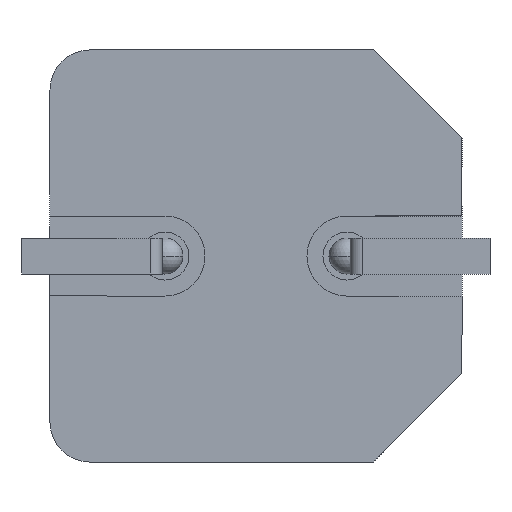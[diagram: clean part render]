
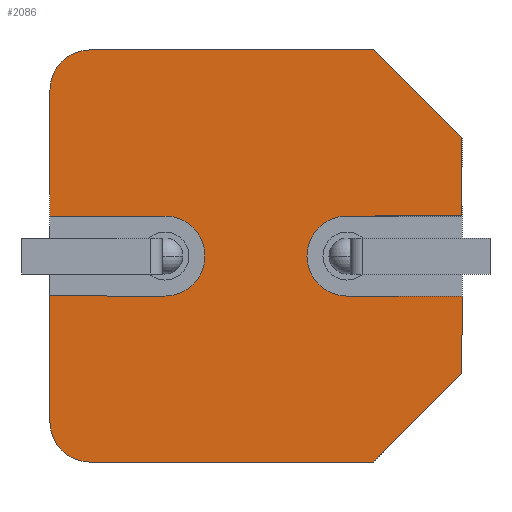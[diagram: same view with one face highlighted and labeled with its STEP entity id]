
A CAD part, front view. The second image highlights one B-rep face of the part: STEP entity #2086.
In plain terms, the highlighted planar face has unit normal (0, -1, 0).
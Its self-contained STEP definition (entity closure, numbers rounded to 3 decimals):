
#23 = EDGE_CURVE ( 'NONE', #1278, #480, #217, .T. ) ;
#24 = ORIENTED_EDGE ( 'NONE', *, *, #2068, .F. ) ;
#29 = CARTESIAN_POINT ( 'NONE',  ( -4.15, 0., 4.15 ) ) ;
#45 = EDGE_LOOP ( 'NONE', ( #24, #2368, #2056, #1350, #779, #1281, #1968, #1067, #349, #841, #1547, #1449, #1797, #1100, #1019, #882 ) ) ;
#56 = DIRECTION ( 'NONE',  ( -0.707, 0., 0.707 ) ) ;
#66 = EDGE_CURVE ( 'NONE', #1780, #551, #1418, .T. ) ;
#105 = VECTOR ( 'NONE', #2390, 1000. ) ;
#166 = CARTESIAN_POINT ( 'NONE',  ( 4.05, 0., -4.05 ) ) ;
#183 = CARTESIAN_POINT ( 'NONE',  ( -4.15, 0., -4.15 ) ) ;
#201 = CARTESIAN_POINT ( 'NONE',  ( 4.05, 0., 4.05 ) ) ;
#207 = EDGE_CURVE ( 'NONE', #811, #2327, #1387, .T. ) ;
#217 = LINE ( 'NONE', #512, #1118 ) ;
#236 = AXIS2_PLACEMENT_3D ( 'NONE', #2367, #907, #1669 ) ;
#244 = DIRECTION ( 'NONE',  ( 0., -1., 0. ) ) ;
#285 = AXIS2_PLACEMENT_3D ( 'NONE', #29, #1515, #563 ) ;
#290 = CARTESIAN_POINT ( 'NONE',  ( -2.275, 0., 1. ) ) ;
#299 = EDGE_CURVE ( 'NONE', #797, #551, #2306, .T. ) ;
#318 = DIRECTION ( 'NONE',  ( -1., 0., 0. ) ) ;
#349 = ORIENTED_EDGE ( 'NONE', *, *, #66, .F. ) ;
#364 = DIRECTION ( 'NONE',  ( 1., 0., 0. ) ) ;
#367 = VECTOR ( 'NONE', #2167, 1000. ) ;
#372 = CARTESIAN_POINT ( 'NONE',  ( -5.15, 0., 5.15 ) ) ;
#379 = VERTEX_POINT ( 'NONE', #1512 ) ;
#419 = EDGE_CURVE ( 'NONE', #1780, #2327, #650, .T. ) ;
#456 = VERTEX_POINT ( 'NONE', #1738 ) ;
#478 = CIRCLE ( 'NONE', #1013, 1. ) ;
#480 = VERTEX_POINT ( 'NONE', #2275 ) ;
#512 = CARTESIAN_POINT ( 'NONE',  ( 5.15, 0., -1. ) ) ;
#529 = VERTEX_POINT ( 'NONE', #2110 ) ;
#535 = LINE ( 'NONE', #2209, #1492 ) ;
#551 = VERTEX_POINT ( 'NONE', #1012 ) ;
#563 = DIRECTION ( 'NONE',  ( 0., 0., -1. ) ) ;
#586 = PLANE ( 'NONE',  #1728 ) ;
#650 = LINE ( 'NONE', #201, #1735 ) ;
#695 = DIRECTION ( 'NONE',  ( -1., 0., 0. ) ) ;
#745 = EDGE_CURVE ( 'NONE', #940, #379, #2221, .T. ) ;
#748 = VECTOR ( 'NONE', #820, 1000. ) ;
#779 = ORIENTED_EDGE ( 'NONE', *, *, #1930, .F. ) ;
#797 = VERTEX_POINT ( 'NONE', #1610 ) ;
#811 = VERTEX_POINT ( 'NONE', #1794 ) ;
#817 = EDGE_CURVE ( 'NONE', #1089, #940, #2168, .T. ) ;
#820 = DIRECTION ( 'NONE',  ( 0., 0., -1. ) ) ;
#841 = ORIENTED_EDGE ( 'NONE', *, *, #419, .T. ) ;
#882 = ORIENTED_EDGE ( 'NONE', *, *, #1971, .F. ) ;
#885 = LINE ( 'NONE', #1824, #367 ) ;
#906 = VECTOR ( 'NONE', #1197, 1000. ) ;
#907 = DIRECTION ( 'NONE',  ( 0., 1., 0. ) ) ;
#940 = VERTEX_POINT ( 'NONE', #290 ) ;
#946 = VERTEX_POINT ( 'NONE', #2311 ) ;
#949 = VERTEX_POINT ( 'NONE', #1395 ) ;
#1012 = CARTESIAN_POINT ( 'NONE',  ( 5.15, 0., 1. ) ) ;
#1013 = AXIS2_PLACEMENT_3D ( 'NONE', #183, #1314, #1494 ) ;
#1019 = ORIENTED_EDGE ( 'NONE', *, *, #817, .F. ) ;
#1026 = DIRECTION ( 'NONE',  ( 0., 0., -1. ) ) ;
#1050 = CARTESIAN_POINT ( 'NONE',  ( 2.95, 0., 5.15 ) ) ;
#1067 = ORIENTED_EDGE ( 'NONE', *, *, #299, .T. ) ;
#1089 = VERTEX_POINT ( 'NONE', #2200 ) ;
#1090 = CARTESIAN_POINT ( 'NONE',  ( -5.15, 0., 5.15 ) ) ;
#1100 = ORIENTED_EDGE ( 'NONE', *, *, #745, .F. ) ;
#1118 = VECTOR ( 'NONE', #695, 1000. ) ;
#1119 = CARTESIAN_POINT ( 'NONE',  ( 0., 0., 0. ) ) ;
#1123 = DIRECTION ( 'NONE',  ( 0., -1., 0. ) ) ;
#1124 = FACE_OUTER_BOUND ( 'NONE', #45, .T. ) ;
#1158 = LINE ( 'NONE', #1952, #1510 ) ;
#1197 = DIRECTION ( 'NONE',  ( 0., 0., -1. ) ) ;
#1210 = CIRCLE ( 'NONE', #236, 1. ) ;
#1241 = VECTOR ( 'NONE', #318, 1000. ) ;
#1278 = VERTEX_POINT ( 'NONE', #1870 ) ;
#1281 = ORIENTED_EDGE ( 'NONE', *, *, #23, .T. ) ;
#1295 = DIRECTION ( 'NONE',  ( 0.707, 0., 0.707 ) ) ;
#1305 = EDGE_CURVE ( 'NONE', #811, #2395, #1411, .T. ) ;
#1314 = DIRECTION ( 'NONE',  ( 0., -1., 0. ) ) ;
#1325 = DIRECTION ( 'NONE',  ( 0., 0., -1. ) ) ;
#1350 = ORIENTED_EDGE ( 'NONE', *, *, #2021, .T. ) ;
#1387 = LINE ( 'NONE', #372, #2259 ) ;
#1390 = CARTESIAN_POINT ( 'NONE',  ( -5.15, 0., 4.15 ) ) ;
#1395 = CARTESIAN_POINT ( 'NONE',  ( -5.15, 0., -1. ) ) ;
#1411 = CIRCLE ( 'NONE', #285, 1. ) ;
#1418 = LINE ( 'NONE', #1943, #906 ) ;
#1449 = ORIENTED_EDGE ( 'NONE', *, *, #1305, .T. ) ;
#1470 = DIRECTION ( 'NONE',  ( -1., 0., 0. ) ) ;
#1484 = DIRECTION ( 'NONE',  ( 1., 0., 0. ) ) ;
#1492 = VECTOR ( 'NONE', #1470, 1000. ) ;
#1494 = DIRECTION ( 'NONE',  ( 0., 0., -1. ) ) ;
#1510 = VECTOR ( 'NONE', #1556, 1000. ) ;
#1512 = CARTESIAN_POINT ( 'NONE',  ( -5.15, 0., 1. ) ) ;
#1515 = DIRECTION ( 'NONE',  ( 0., -1., 0. ) ) ;
#1519 = CARTESIAN_POINT ( 'NONE',  ( 5.15, 0., 1. ) ) ;
#1547 = ORIENTED_EDGE ( 'NONE', *, *, #207, .F. ) ;
#1556 = DIRECTION ( 'NONE',  ( 1., 0., 0. ) ) ;
#1608 = VERTEX_POINT ( 'NONE', #1635 ) ;
#1610 = CARTESIAN_POINT ( 'NONE',  ( 2.275, 0., 1. ) ) ;
#1617 = EDGE_CURVE ( 'NONE', #480, #797, #1210, .T. ) ;
#1635 = CARTESIAN_POINT ( 'NONE',  ( -4.15, 0., -5.15 ) ) ;
#1669 = DIRECTION ( 'NONE',  ( 0., 0., -1. ) ) ;
#1728 = AXIS2_PLACEMENT_3D ( 'NONE', #1119, #1123, #1325 ) ;
#1735 = VECTOR ( 'NONE', #56, 1000. ) ;
#1738 = CARTESIAN_POINT ( 'NONE',  ( -5.15, 0., -4.15 ) ) ;
#1746 = LINE ( 'NONE', #166, #2234 ) ;
#1774 = EDGE_CURVE ( 'NONE', #529, #1608, #535, .T. ) ;
#1780 = VERTEX_POINT ( 'NONE', #2032 ) ;
#1794 = CARTESIAN_POINT ( 'NONE',  ( -4.15, 0., 5.15 ) ) ;
#1797 = ORIENTED_EDGE ( 'NONE', *, *, #2332, .F. ) ;
#1803 = LINE ( 'NONE', #2299, #748 ) ;
#1824 = CARTESIAN_POINT ( 'NONE',  ( -5.15, 0., 5.15 ) ) ;
#1870 = CARTESIAN_POINT ( 'NONE',  ( 5.15, 0., -1. ) ) ;
#1878 = EDGE_CURVE ( 'NONE', #456, #1608, #478, .T. ) ;
#1930 = EDGE_CURVE ( 'NONE', #1278, #946, #1803, .T. ) ;
#1943 = CARTESIAN_POINT ( 'NONE',  ( 5.15, 0., 5.15 ) ) ;
#1952 = CARTESIAN_POINT ( 'NONE',  ( -5.15, 0., -1. ) ) ;
#1968 = ORIENTED_EDGE ( 'NONE', *, *, #1617, .T. ) ;
#1971 = EDGE_CURVE ( 'NONE', #949, #1089, #1158, .T. ) ;
#2021 = EDGE_CURVE ( 'NONE', #529, #946, #1746, .T. ) ;
#2032 = CARTESIAN_POINT ( 'NONE',  ( 5.15, 0., 2.95 ) ) ;
#2056 = ORIENTED_EDGE ( 'NONE', *, *, #1774, .F. ) ;
#2068 = EDGE_CURVE ( 'NONE', #456, #949, #2151, .T. ) ;
#2086 = ADVANCED_FACE ( 'NONE', ( #1124 ), #586, .T. ) ;
#2096 = VECTOR ( 'NONE', #1484, 1000. ) ;
#2110 = CARTESIAN_POINT ( 'NONE',  ( 2.95, 0., -5.15 ) ) ;
#2151 = LINE ( 'NONE', #1090, #105 ) ;
#2167 = DIRECTION ( 'NONE',  ( 0., 0., 1. ) ) ;
#2168 = CIRCLE ( 'NONE', #2303, 1. ) ;
#2190 = CARTESIAN_POINT ( 'NONE',  ( -5.15, 0., 1. ) ) ;
#2200 = CARTESIAN_POINT ( 'NONE',  ( -2.275, 0., -1. ) ) ;
#2209 = CARTESIAN_POINT ( 'NONE',  ( -5.15, 0., -5.15 ) ) ;
#2221 = LINE ( 'NONE', #2190, #1241 ) ;
#2234 = VECTOR ( 'NONE', #1295, 1000. ) ;
#2259 = VECTOR ( 'NONE', #364, 1000. ) ;
#2275 = CARTESIAN_POINT ( 'NONE',  ( 2.275, 0., -1. ) ) ;
#2299 = CARTESIAN_POINT ( 'NONE',  ( 5.15, 0., 5.15 ) ) ;
#2303 = AXIS2_PLACEMENT_3D ( 'NONE', #2399, #244, #1026 ) ;
#2306 = LINE ( 'NONE', #1519, #2096 ) ;
#2311 = CARTESIAN_POINT ( 'NONE',  ( 5.15, 0., -2.95 ) ) ;
#2327 = VERTEX_POINT ( 'NONE', #1050 ) ;
#2332 = EDGE_CURVE ( 'NONE', #379, #2395, #885, .T. ) ;
#2367 = CARTESIAN_POINT ( 'NONE',  ( 2.275, 0., 0. ) ) ;
#2368 = ORIENTED_EDGE ( 'NONE', *, *, #1878, .T. ) ;
#2390 = DIRECTION ( 'NONE',  ( 0., 0., 1. ) ) ;
#2395 = VERTEX_POINT ( 'NONE', #1390 ) ;
#2399 = CARTESIAN_POINT ( 'NONE',  ( -2.275, 0., 0. ) ) ;
